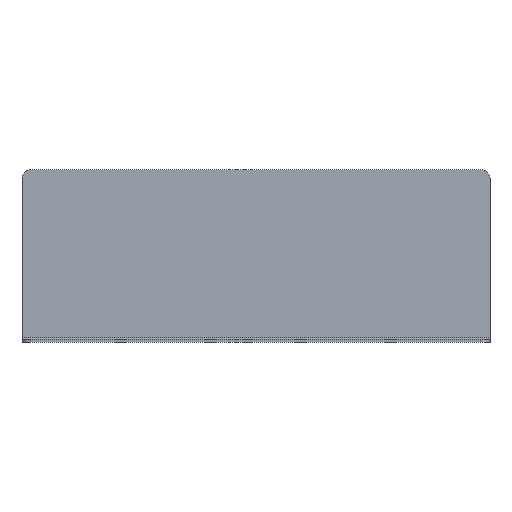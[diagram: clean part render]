
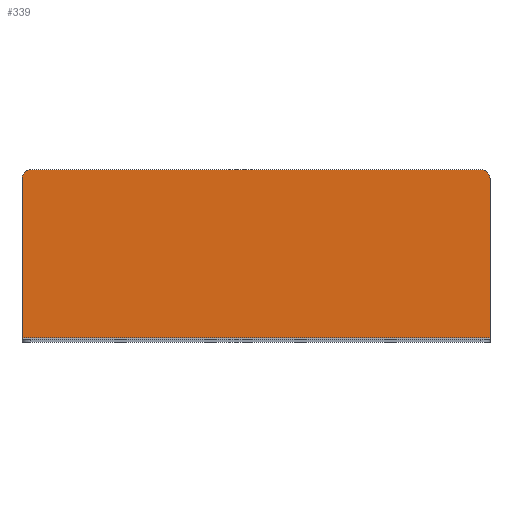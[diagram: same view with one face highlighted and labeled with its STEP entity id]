
A CAD part, top view. The second image highlights one B-rep face of the part: STEP entity #339.
In plain terms, the highlighted planar face has unit normal (0, 0, 1).
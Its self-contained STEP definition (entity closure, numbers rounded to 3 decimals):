
#24=PLANE('',#373);
#33=FACE_OUTER_BOUND('',#51,.T.);
#51=EDGE_LOOP('',(#239,#240,#241,#242,#243,#244));
#77=LINE('',#525,#105);
#80=LINE('',#531,#108);
#81=LINE('',#533,#109);
#82=LINE('',#535,#110);
#105=VECTOR('',#419,10.);
#108=VECTOR('',#424,10.);
#109=VECTOR('',#425,10.);
#110=VECTOR('',#426,10.);
#131=CIRCLE('',#370,5.);
#133=CIRCLE('',#374,5.);
#151=VERTEX_POINT('',#515);
#152=VERTEX_POINT('',#516);
#155=VERTEX_POINT('',#524);
#157=VERTEX_POINT('',#530);
#158=VERTEX_POINT('',#532);
#159=VERTEX_POINT('',#534);
#183=EDGE_CURVE('',#151,#152,#131,.T.);
#187=EDGE_CURVE('',#155,#152,#77,.T.);
#190=EDGE_CURVE('',#151,#157,#80,.T.);
#191=EDGE_CURVE('',#158,#157,#81,.T.);
#192=EDGE_CURVE('',#158,#159,#82,.T.);
#193=EDGE_CURVE('',#155,#159,#133,.T.);
#239=ORIENTED_EDGE('',*,*,#183,.F.);
#240=ORIENTED_EDGE('',*,*,#190,.T.);
#241=ORIENTED_EDGE('',*,*,#191,.F.);
#242=ORIENTED_EDGE('',*,*,#192,.T.);
#243=ORIENTED_EDGE('',*,*,#193,.F.);
#244=ORIENTED_EDGE('',*,*,#187,.T.);
#339=ADVANCED_FACE('',(#33),#24,.T.);
#370=AXIS2_PLACEMENT_3D('',#517,#411,#412);
#373=AXIS2_PLACEMENT_3D('',#529,#422,#423);
#374=AXIS2_PLACEMENT_3D('',#536,#427,#428);
#411=DIRECTION('center_axis',(0.,0.,-1.));
#412=DIRECTION('ref_axis',(-0.707,0.707,0.));
#419=DIRECTION('',(-1.,0.,0.));
#422=DIRECTION('center_axis',(0.,0.,1.));
#423=DIRECTION('ref_axis',(1.,0.,0.));
#424=DIRECTION('',(0.,-1.,0.));
#425=DIRECTION('',(-1.,0.,0.));
#426=DIRECTION('',(0.,1.,0.));
#427=DIRECTION('center_axis',(0.,0.,-1.));
#428=DIRECTION('ref_axis',(0.707,0.707,0.));
#515=CARTESIAN_POINT('',(0.,91.,1.5));
#516=CARTESIAN_POINT('',(5.,96.,1.5));
#517=CARTESIAN_POINT('Origin',(5.,91.,1.5));
#524=CARTESIAN_POINT('',(255.,96.,1.5));
#525=CARTESIAN_POINT('',(260.,96.,1.5));
#529=CARTESIAN_POINT('Origin',(130.,48.,1.5));
#530=CARTESIAN_POINT('',(0.,2.5,1.5));
#531=CARTESIAN_POINT('',(0.,96.,1.5));
#532=CARTESIAN_POINT('',(260.,2.5,1.5));
#533=CARTESIAN_POINT('',(195.,2.5,1.5));
#534=CARTESIAN_POINT('',(260.,91.,1.5));
#535=CARTESIAN_POINT('',(260.,0.,1.5));
#536=CARTESIAN_POINT('Origin',(255.,91.,1.5));
